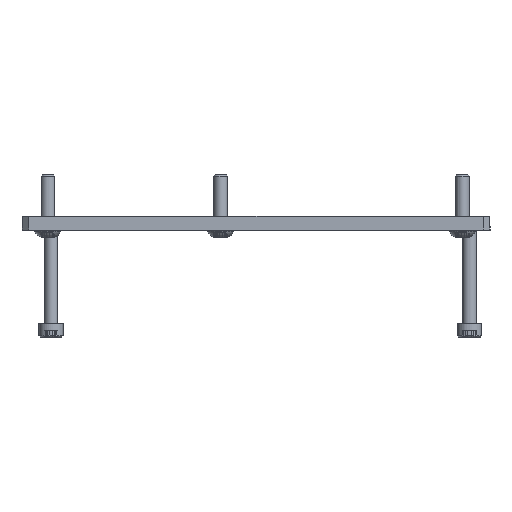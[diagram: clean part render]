
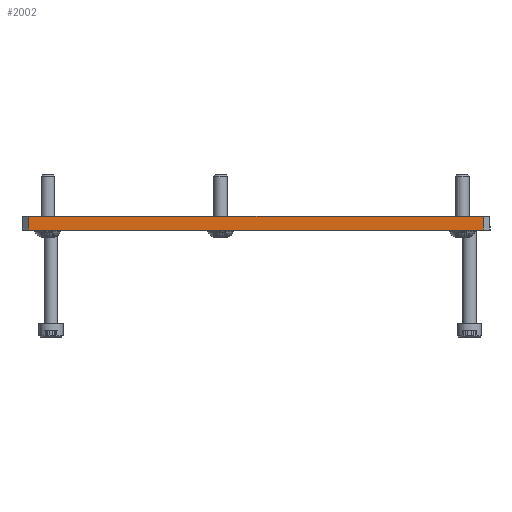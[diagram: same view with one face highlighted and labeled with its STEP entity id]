
A CAD part, left-side view. The second image highlights one B-rep face of the part: STEP entity #2002.
In plain terms, the highlighted face is planar.
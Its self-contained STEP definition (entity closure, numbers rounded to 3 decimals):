
#22 = VERTEX_POINT ( 'NONE', #1534 ) ;
#126 = DIRECTION ( 'NONE',  ( 0., -1., 0. ) ) ;
#198 = ORIENTED_EDGE ( 'NONE', *, *, #3064, .T. ) ;
#271 = LINE ( 'NONE', #3875, #3127 ) ;
#465 = LINE ( 'NONE', #2268, #1564 ) ;
#528 = ORIENTED_EDGE ( 'NONE', *, *, #3348, .F. ) ;
#574 = PLANE ( 'NONE',  #1865 ) ;
#719 = CARTESIAN_POINT ( 'NONE',  ( 353.5, 0., -2. ) ) ;
#894 = CARTESIAN_POINT ( 'NONE',  ( 353.5, -4., -135.5 ) ) ;
#1161 = VERTEX_POINT ( 'NONE', #3687 ) ;
#1348 = CARTESIAN_POINT ( 'NONE',  ( 353.5, -4., 0. ) ) ;
#1500 = ORIENTED_EDGE ( 'NONE', *, *, #1934, .T. ) ;
#1534 = CARTESIAN_POINT ( 'NONE',  ( 353.5, -4., -2. ) ) ;
#1564 = VECTOR ( 'NONE', #126, 1000. ) ;
#1682 = LINE ( 'NONE', #1348, #3694 ) ;
#1832 = EDGE_CURVE ( 'NONE', #22, #1161, #1682, .T. ) ;
#1865 = AXIS2_PLACEMENT_3D ( 'NONE', #894, #2085, #2051 ) ;
#1934 = EDGE_CURVE ( 'NONE', #1161, #2764, #271, .T. ) ;
#2002 = ADVANCED_FACE ( 'NONE', ( #2706 ), #574, .F. ) ;
#2011 = VECTOR ( 'NONE', #3409, 1000. ) ;
#2025 = EDGE_LOOP ( 'NONE', ( #528, #198, #2908, #1500 ) ) ;
#2051 = DIRECTION ( 'NONE',  ( 0., 0., 1. ) ) ;
#2085 = DIRECTION ( 'NONE',  ( -1., 0., 0. ) ) ;
#2268 = CARTESIAN_POINT ( 'NONE',  ( 353.5, -4., -2. ) ) ;
#2706 = FACE_OUTER_BOUND ( 'NONE', #2025, .T. ) ;
#2764 = VERTEX_POINT ( 'NONE', #3576 ) ;
#2908 = ORIENTED_EDGE ( 'NONE', *, *, #1832, .T. ) ;
#3032 = CARTESIAN_POINT ( 'NONE',  ( 353.5, 0., 0. ) ) ;
#3064 = EDGE_CURVE ( 'NONE', #3363, #22, #465, .T. ) ;
#3127 = VECTOR ( 'NONE', #3521, 1000. ) ;
#3159 = LINE ( 'NONE', #3032, #2011 ) ;
#3348 = EDGE_CURVE ( 'NONE', #3363, #2764, #3159, .T. ) ;
#3363 = VERTEX_POINT ( 'NONE', #719 ) ;
#3409 = DIRECTION ( 'NONE',  ( 0., 0., -1. ) ) ;
#3501 = DIRECTION ( 'NONE',  ( 0., 0., -1. ) ) ;
#3521 = DIRECTION ( 'NONE',  ( 0., 1., 0. ) ) ;
#3576 = CARTESIAN_POINT ( 'NONE',  ( 353.5, 0., -133.5 ) ) ;
#3687 = CARTESIAN_POINT ( 'NONE',  ( 353.5, -4., -133.5 ) ) ;
#3694 = VECTOR ( 'NONE', #3501, 1000. ) ;
#3875 = CARTESIAN_POINT ( 'NONE',  ( 353.5, 0., -133.5 ) ) ;
